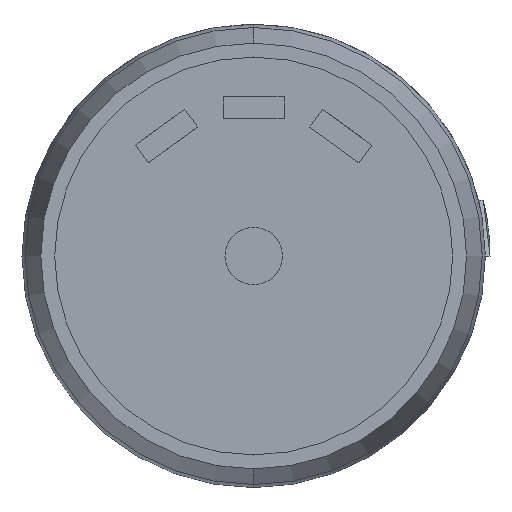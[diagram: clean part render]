
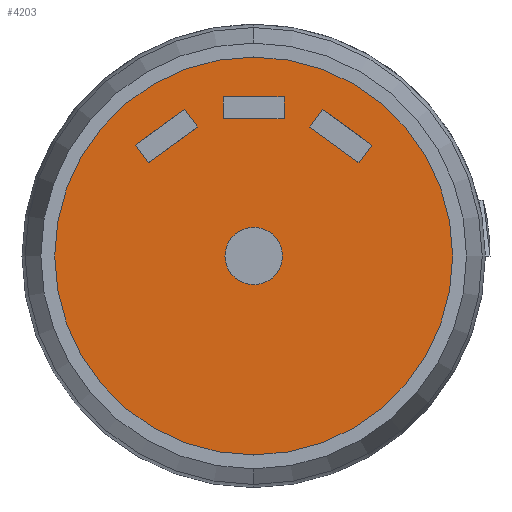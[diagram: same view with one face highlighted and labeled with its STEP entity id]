
A CAD part, front view. The second image highlights one B-rep face of the part: STEP entity #4203.
In plain terms, the highlighted planar face has unit normal (0, -1, 0).
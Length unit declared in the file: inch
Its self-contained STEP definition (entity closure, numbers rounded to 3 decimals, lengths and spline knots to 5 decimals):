
#4076=CARTESIAN_POINT('',(0.,-0.381,0.));
#4077=DIRECTION('',(0.,1.,0.));
#4078=DIRECTION('',(0.,0.,-1.));
#4079=AXIS2_PLACEMENT_3D('',#4076,#4077,#4078);
#4081=CARTESIAN_POINT('',(0.,-0.381,0.));
#4082=DIRECTION('',(0.,1.,0.));
#4083=DIRECTION('',(0.,0.,1.));
#4084=AXIS2_PLACEMENT_3D('',#4081,#4082,#4083);
#4086=DIRECTION('',(-0.588,0.,-0.809));
#4087=VECTOR('',#4086,0.0196);
#4088=CARTESIAN_POINT('',(0.07934,-0.381,0.15224));
#4089=LINE('',#4088,#4087);
#4090=DIRECTION('',(0.809,0.,-0.588));
#4091=VECTOR('',#4090,0.0506);
#4092=CARTESIAN_POINT('',(0.06782,-0.381,0.13639));
#4093=LINE('',#4092,#4091);
#4094=DIRECTION('',(0.588,0.,0.809));
#4095=VECTOR('',#4094,0.0196);
#4096=CARTESIAN_POINT('',(0.10875,-0.381,0.10664));
#4097=LINE('',#4096,#4095);
#4098=DIRECTION('',(-0.809,0.,0.588));
#4099=VECTOR('',#4098,0.0506);
#4100=CARTESIAN_POINT('',(0.12027,-0.381,0.1225));
#4101=LINE('',#4100,#4099);
#4102=DIRECTION('',(0.,0.,-1.));
#4103=VECTOR('',#4102,0.0196);
#4104=CARTESIAN_POINT('',(-0.0253,-0.381,0.1698));
#4105=LINE('',#4104,#4103);
#4106=DIRECTION('',(1.,0.,0.));
#4107=VECTOR('',#4106,0.0506);
#4108=CARTESIAN_POINT('',(-0.0253,-0.381,0.1502));
#4109=LINE('',#4108,#4107);
#4110=DIRECTION('',(0.,0.,1.));
#4111=VECTOR('',#4110,0.0196);
#4112=CARTESIAN_POINT('',(0.0253,-0.381,0.1502));
#4113=LINE('',#4112,#4111);
#4114=DIRECTION('',(-1.,0.,0.));
#4115=VECTOR('',#4114,0.0506);
#4116=CARTESIAN_POINT('',(0.0253,-0.381,0.1698));
#4117=LINE('',#4116,#4115);
#4118=DIRECTION('',(0.588,0.,-0.809));
#4119=VECTOR('',#4118,0.0196);
#4120=CARTESIAN_POINT('',(-0.12027,-0.381,0.1225));
#4121=LINE('',#4120,#4119);
#4122=DIRECTION('',(0.809,0.,0.588));
#4123=VECTOR('',#4122,0.0506);
#4124=CARTESIAN_POINT('',(-0.10875,-0.381,0.10664));
#4125=LINE('',#4124,#4123);
#4126=DIRECTION('',(-0.588,0.,0.809));
#4127=VECTOR('',#4126,0.0196);
#4128=CARTESIAN_POINT('',(-0.06782,-0.381,0.13639));
#4129=LINE('',#4128,#4127);
#4130=DIRECTION('',(-0.809,0.,-0.588));
#4131=VECTOR('',#4130,0.0506);
#4132=CARTESIAN_POINT('',(-0.07934,-0.381,0.15224));
#4133=LINE('',#4132,#4131);
#4134=CARTESIAN_POINT('',(0.,-0.381,0.2178));
#4135=CARTESIAN_POINT('',(0.,-0.381,-0.2178));
#4136=VERTEX_POINT('',#4134);
#4137=VERTEX_POINT('',#4135);
#4138=CARTESIAN_POINT('',(0.07934,-0.381,0.15224));
#4139=CARTESIAN_POINT('',(0.06782,-0.381,0.13639));
#4140=VERTEX_POINT('',#4138);
#4141=VERTEX_POINT('',#4139);
#4142=CARTESIAN_POINT('',(0.10875,-0.381,0.10664));
#4143=VERTEX_POINT('',#4142);
#4144=CARTESIAN_POINT('',(0.12027,-0.381,0.1225));
#4145=VERTEX_POINT('',#4144);
#4146=CARTESIAN_POINT('',(-0.0253,-0.381,0.1698));
#4147=CARTESIAN_POINT('',(-0.0253,-0.381,0.1502));
#4148=VERTEX_POINT('',#4146);
#4149=VERTEX_POINT('',#4147);
#4150=CARTESIAN_POINT('',(0.0253,-0.381,0.1502));
#4151=VERTEX_POINT('',#4150);
#4152=CARTESIAN_POINT('',(0.0253,-0.381,0.1698));
#4153=VERTEX_POINT('',#4152);
#4154=CARTESIAN_POINT('',(-0.12027,-0.381,0.1225));
#4155=CARTESIAN_POINT('',(-0.10875,-0.381,0.10664));
#4156=VERTEX_POINT('',#4154);
#4157=VERTEX_POINT('',#4155);
#4158=CARTESIAN_POINT('',(-0.06782,-0.381,0.13639));
#4159=VERTEX_POINT('',#4158);
#4160=CARTESIAN_POINT('',(-0.07934,-0.381,0.15224));
#4161=VERTEX_POINT('',#4160);
#4162=CARTESIAN_POINT('',(0.,-0.381,0.));
#4163=DIRECTION('',(0.,1.,0.));
#4164=DIRECTION('',(0.,0.,-1.));
#4165=AXIS2_PLACEMENT_3D('',#4162,#4163,#4164);
#4166=PLANE('',#4165);
#4168=ORIENTED_EDGE('',*,*,#4167,.T.);
#4170=ORIENTED_EDGE('',*,*,#4169,.T.);
#4171=EDGE_LOOP('',(#4168,#4170));
#4172=FACE_OUTER_BOUND('',#4171,.F.);
#4174=ORIENTED_EDGE('',*,*,#4173,.T.);
#4176=ORIENTED_EDGE('',*,*,#4175,.T.);
#4178=ORIENTED_EDGE('',*,*,#4177,.T.);
#4180=ORIENTED_EDGE('',*,*,#4179,.T.);
#4181=EDGE_LOOP('',(#4174,#4176,#4178,#4180));
#4182=FACE_BOUND('',#4181,.F.);
#4184=ORIENTED_EDGE('',*,*,#4183,.T.);
#4186=ORIENTED_EDGE('',*,*,#4185,.T.);
#4188=ORIENTED_EDGE('',*,*,#4187,.T.);
#4190=ORIENTED_EDGE('',*,*,#4189,.T.);
#4191=EDGE_LOOP('',(#4184,#4186,#4188,#4190));
#4192=FACE_BOUND('',#4191,.F.);
#4194=ORIENTED_EDGE('',*,*,#4193,.T.);
#4196=ORIENTED_EDGE('',*,*,#4195,.T.);
#4198=ORIENTED_EDGE('',*,*,#4197,.T.);
#4200=ORIENTED_EDGE('',*,*,#4199,.T.);
#4201=EDGE_LOOP('',(#4194,#4196,#4198,#4200));
#4202=FACE_BOUND('',#4201,.F.);
#4203=ADVANCED_FACE('',(#4172,#4182,#4192,#4202),#4166,.F.);
#4080=CIRCLE('',#4079,0.2178);
#4085=CIRCLE('',#4084,0.2178);
#4167=EDGE_CURVE('',#4137,#4136,#4080,.T.);
#4169=EDGE_CURVE('',#4136,#4137,#4085,.T.);
#4173=EDGE_CURVE('',#4140,#4141,#4089,.T.);
#4175=EDGE_CURVE('',#4141,#4143,#4093,.T.);
#4177=EDGE_CURVE('',#4143,#4145,#4097,.T.);
#4179=EDGE_CURVE('',#4145,#4140,#4101,.T.);
#4183=EDGE_CURVE('',#4148,#4149,#4105,.T.);
#4185=EDGE_CURVE('',#4149,#4151,#4109,.T.);
#4187=EDGE_CURVE('',#4151,#4153,#4113,.T.);
#4189=EDGE_CURVE('',#4153,#4148,#4117,.T.);
#4193=EDGE_CURVE('',#4156,#4157,#4121,.T.);
#4195=EDGE_CURVE('',#4157,#4159,#4125,.T.);
#4197=EDGE_CURVE('',#4159,#4161,#4129,.T.);
#4199=EDGE_CURVE('',#4161,#4156,#4133,.T.);
